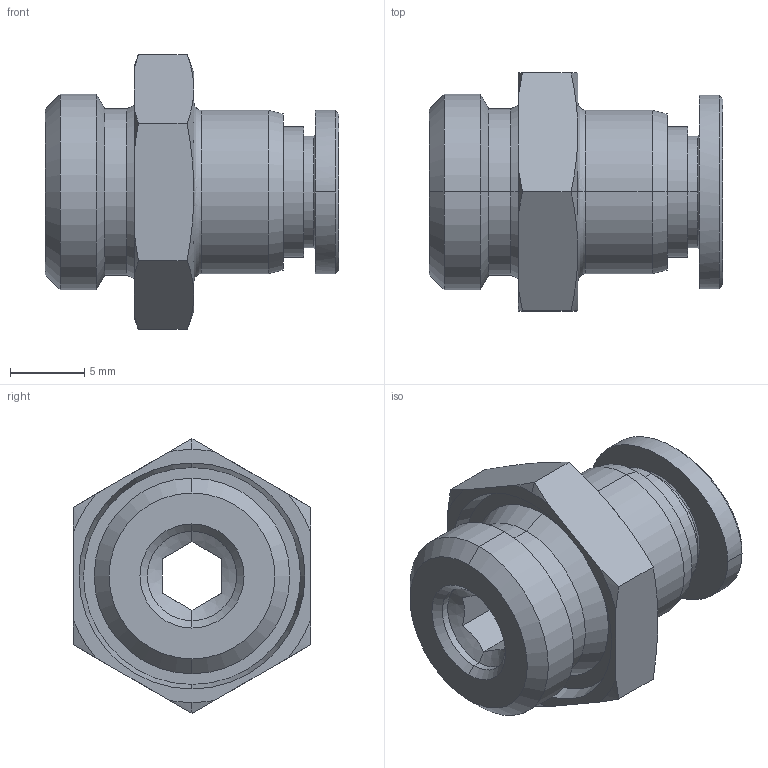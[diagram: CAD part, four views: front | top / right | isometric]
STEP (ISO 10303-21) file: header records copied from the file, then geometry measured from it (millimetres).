
FILE_DESCRIPTION((''),'2;1');
FILE_NAME('GPC 06G02(3D).stp','2012-12-20T14:19:54',(''),(''),'Mechanical Desktop.R8.0.24.0','Mechanical Desktop.R8.0.24.0',', , ');
FILE_SCHEMA(('CONFIG_CONTROL_DESIGN'));
Length unit declared in the file: millimetre
Products named in the file (2): GPC 06G02(3D); ºÎÇ°1
Assembly tree (1 placements, depth 2):
  GPC 06G02(3D)
    ºÎÇ°1
Bounding box: 19.75 x 16 x 18.48 mm (x, y, z)
Volume: 1853.7 mm3; surface area: 1747 mm2
Topology: 1 solids, 1 shells, 274 faces, 733 edges, 478 vertices
Faces by surface type: plane 185, cone 32, bspline 32, cylinder 25
Entity records: 9404 total; most frequent: CARTESIAN_POINT 2553, ORIENTED_EDGE 1466, DIRECTION 1319, EDGE_CURVE 733, VECTOR 559, LINE 559, VERTEX_POINT 478, AXIS2_PLACEMENT_3D 380
